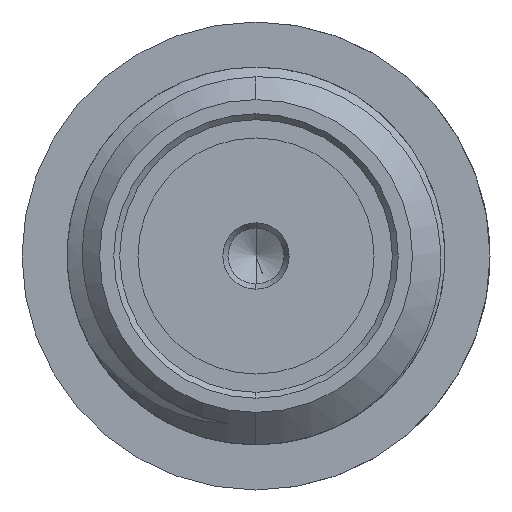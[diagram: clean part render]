
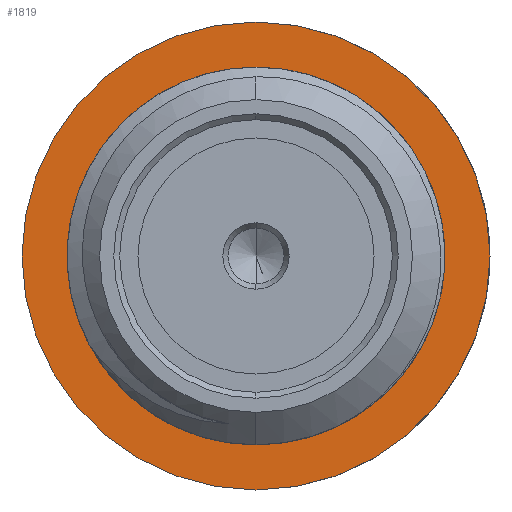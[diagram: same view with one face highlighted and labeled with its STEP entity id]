
A CAD part, left-side view. The second image highlights one B-rep face of the part: STEP entity #1819.
In plain terms, the highlighted planar face has unit normal (-1, 0, 0).
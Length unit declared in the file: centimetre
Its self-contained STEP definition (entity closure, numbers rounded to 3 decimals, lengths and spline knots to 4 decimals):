
#168 = CARTESIAN_POINT ( 'NONE',  ( 0.635, 0., 0. ) ) ;
#183 = CIRCLE ( 'NONE', #2208, 0.3965 ) ;
#193 = VERTEX_POINT ( 'NONE', #2257 ) ;
#210 = FACE_BOUND ( 'NONE', #2924, .T. ) ;
#244 = EDGE_CURVE ( 'NONE', #1637, #2198, #183, .T. ) ;
#245 = CARTESIAN_POINT ( 'NONE',  ( 0.635, 0., 0. ) ) ;
#273 = ORIENTED_EDGE ( 'NONE', *, *, #1836, .T. ) ;
#309 = DIRECTION ( 'NONE',  ( 0., 0., 1. ) ) ;
#348 = CARTESIAN_POINT ( 'NONE',  ( 0.635, 0., 0. ) ) ;
#451 = AXIS2_PLACEMENT_3D ( 'NONE', #2557, #1294, #1543 ) ;
#582 = DIRECTION ( 'NONE',  ( -1., 0., 0. ) ) ;
#712 = ORIENTED_EDGE ( 'NONE', *, *, #244, .T. ) ;
#724 = AXIS2_PLACEMENT_3D ( 'NONE', #348, #582, #2907 ) ;
#818 = DIRECTION ( 'NONE',  ( -1., 0., 0. ) ) ;
#907 = DIRECTION ( 'NONE',  ( 0., 0., 1. ) ) ;
#1070 = VERTEX_POINT ( 'NONE', #2573 ) ;
#1278 = CIRCLE ( 'NONE', #724, 0.265 ) ;
#1294 = DIRECTION ( 'NONE',  ( -1., 0., 0. ) ) ;
#1302 = PLANE ( 'NONE',  #451 ) ;
#1543 = DIRECTION ( 'NONE',  ( 0., 0., 1. ) ) ;
#1567 = FACE_OUTER_BOUND ( 'NONE', #2513, .T. ) ;
#1637 = VERTEX_POINT ( 'NONE', #2494 ) ;
#1805 = DIRECTION ( 'NONE',  ( 0., 0., 1. ) ) ;
#1819 = ADVANCED_FACE ( 'NONE', ( #210, #1567 ), #1302, .T. ) ;
#1836 = EDGE_CURVE ( 'NONE', #2198, #1637, #2612, .T. ) ;
#2102 = AXIS2_PLACEMENT_3D ( 'NONE', #168, #2167, #907 ) ;
#2164 = EDGE_CURVE ( 'NONE', #1070, #193, #3052, .T. ) ;
#2167 = DIRECTION ( 'NONE',  ( -1., 0., 0. ) ) ;
#2198 = VERTEX_POINT ( 'NONE', #2209 ) ;
#2208 = AXIS2_PLACEMENT_3D ( 'NONE', #2593, #2559, #1805 ) ;
#2209 = CARTESIAN_POINT ( 'NONE',  ( 0.635, 0., -0.3965 ) ) ;
#2257 = CARTESIAN_POINT ( 'NONE',  ( 0.635, 0., 0.265 ) ) ;
#2432 = ORIENTED_EDGE ( 'NONE', *, *, #3261, .F. ) ;
#2475 = ORIENTED_EDGE ( 'NONE', *, *, #2164, .F. ) ;
#2494 = CARTESIAN_POINT ( 'NONE',  ( 0.635, 0., 0.3965 ) ) ;
#2513 = EDGE_LOOP ( 'NONE', ( #712, #273 ) ) ;
#2557 = CARTESIAN_POINT ( 'NONE',  ( 0.635, 0., 0. ) ) ;
#2559 = DIRECTION ( 'NONE',  ( -1., 0., 0. ) ) ;
#2573 = CARTESIAN_POINT ( 'NONE',  ( 0.635, 0., -0.265 ) ) ;
#2593 = CARTESIAN_POINT ( 'NONE',  ( 0.635, 0., 0. ) ) ;
#2612 = CIRCLE ( 'NONE', #3200, 0.3965 ) ;
#2907 = DIRECTION ( 'NONE',  ( 0., 0., 1. ) ) ;
#2924 = EDGE_LOOP ( 'NONE', ( #2432, #2475 ) ) ;
#3052 = CIRCLE ( 'NONE', #2102, 0.265 ) ;
#3200 = AXIS2_PLACEMENT_3D ( 'NONE', #245, #818, #309 ) ;
#3261 = EDGE_CURVE ( 'NONE', #193, #1070, #1278, .T. ) ;
